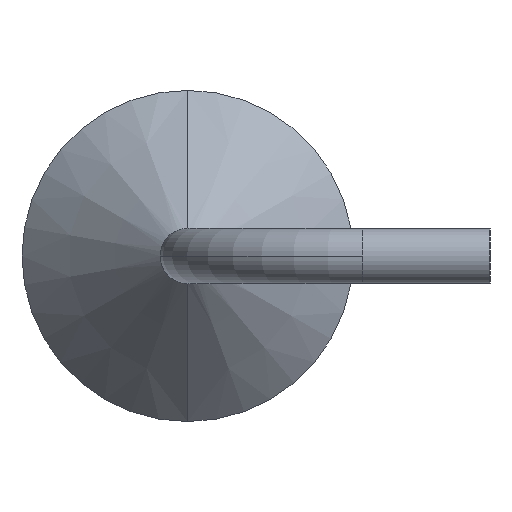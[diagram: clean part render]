
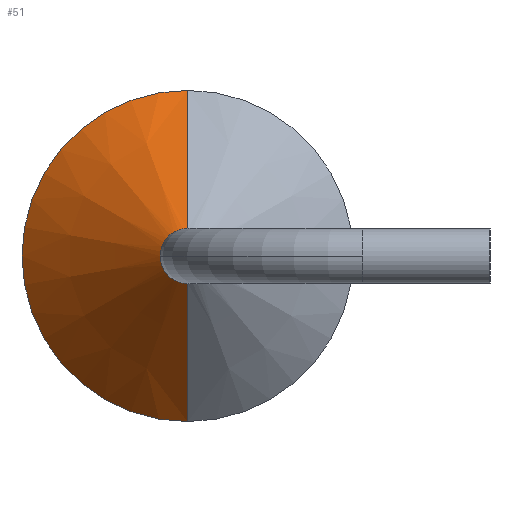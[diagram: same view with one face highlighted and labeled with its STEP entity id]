
A CAD part, left-side view. The second image highlights one B-rep face of the part: STEP entity #51.
In plain terms, the highlighted conical face has half-angle 45 degrees and reference radius 2.4 mm.
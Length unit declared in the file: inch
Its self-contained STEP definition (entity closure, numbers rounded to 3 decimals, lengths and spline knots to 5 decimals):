
#9 = CARTESIAN_POINT ( 'NONE',  ( -0.33465, 0., 0. ) ) ;
#16 = VERTEX_POINT ( 'NONE', #832 ) ;
#21 = CARTESIAN_POINT ( 'NONE',  ( -0.25591, 0., 0. ) ) ;
#22 = DIRECTION ( 'NONE',  ( 1., 0., 0. ) ) ;
#28 = DIRECTION ( 'NONE',  ( 0., 0., -1. ) ) ;
#29 = EDGE_CURVE ( 'NONE', #497, #79, #320, .T. ) ;
#48 = CARTESIAN_POINT ( 'NONE',  ( -0.25591, 0., 0.09449 ) ) ;
#51 = ADVANCED_FACE ( 'NONE', ( #83 ), #420, .T. ) ;
#79 = VERTEX_POINT ( 'NONE', #649 ) ;
#83 = FACE_OUTER_BOUND ( 'NONE', #594, .T. ) ;
#90 = DIRECTION ( 'NONE',  ( 1., 0., 0. ) ) ;
#132 = AXIS2_PLACEMENT_3D ( 'NONE', #21, #90, #28 ) ;
#150 = EDGE_CURVE ( 'NONE', #497, #16, #818, .T. ) ;
#170 = VECTOR ( 'NONE', #683, 39.37008 ) ;
#188 = DIRECTION ( 'NONE',  ( 0., 0., -1. ) ) ;
#245 = ORIENTED_EDGE ( 'NONE', *, *, #652, .T. ) ;
#286 = AXIS2_PLACEMENT_3D ( 'NONE', #9, #580, #641 ) ;
#317 = AXIS2_PLACEMENT_3D ( 'NONE', #378, #22, #188 ) ;
#320 = CIRCLE ( 'NONE', #286, 0.01575 ) ;
#355 = DIRECTION ( 'NONE',  ( 0.707, 0., 0.707 ) ) ;
#378 = CARTESIAN_POINT ( 'NONE',  ( -0.25591, 0., 0. ) ) ;
#420 = CONICAL_SURFACE ( 'NONE', #317, 0.09449, 0.785 ) ;
#485 = LINE ( 'NONE', #762, #801 ) ;
#490 = ORIENTED_EDGE ( 'NONE', *, *, #150, .F. ) ;
#497 = VERTEX_POINT ( 'NONE', #540 ) ;
#500 = ORIENTED_EDGE ( 'NONE', *, *, #29, .T. ) ;
#540 = CARTESIAN_POINT ( 'NONE',  ( -0.33465, 0., -0.01575 ) ) ;
#546 = VERTEX_POINT ( 'NONE', #48 ) ;
#580 = DIRECTION ( 'NONE',  ( 1., 0., 0. ) ) ;
#582 = CIRCLE ( 'NONE', #132, 0.09449 ) ;
#594 = EDGE_LOOP ( 'NONE', ( #500, #245, #607, #490 ) ) ;
#607 = ORIENTED_EDGE ( 'NONE', *, *, #781, .F. ) ;
#641 = DIRECTION ( 'NONE',  ( 0., 0., -1. ) ) ;
#649 = CARTESIAN_POINT ( 'NONE',  ( -0.33465, 0., 0.01575 ) ) ;
#652 = EDGE_CURVE ( 'NONE', #79, #546, #485, .T. ) ;
#683 = DIRECTION ( 'NONE',  ( 0.707, 0., -0.707 ) ) ;
#748 = CARTESIAN_POINT ( 'NONE',  ( -0.25591, 0., -0.09449 ) ) ;
#762 = CARTESIAN_POINT ( 'NONE',  ( -0.25591, 0., 0.09449 ) ) ;
#781 = EDGE_CURVE ( 'NONE', #16, #546, #582, .T. ) ;
#801 = VECTOR ( 'NONE', #355, 39.37008 ) ;
#818 = LINE ( 'NONE', #748, #170 ) ;
#832 = CARTESIAN_POINT ( 'NONE',  ( -0.25591, 0., -0.09449 ) ) ;
